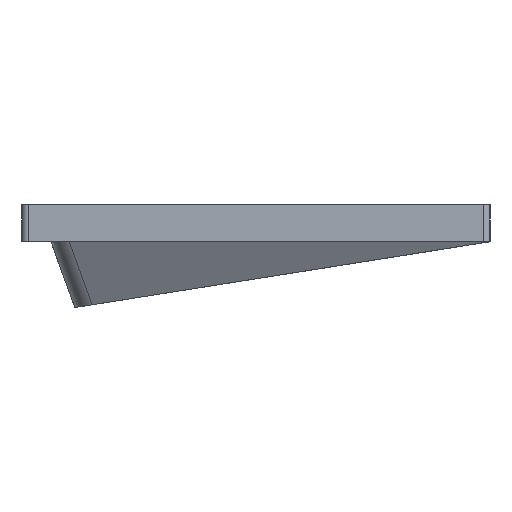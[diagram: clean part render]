
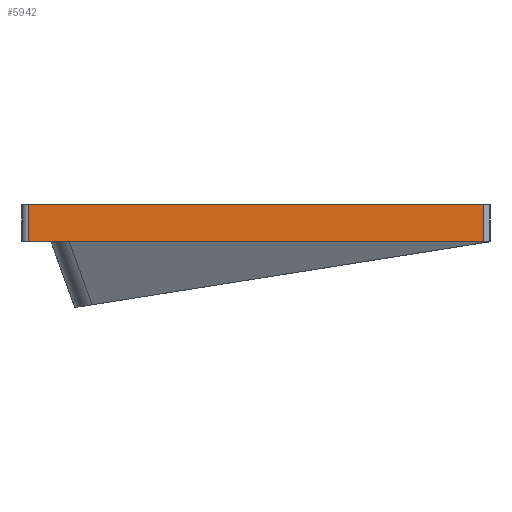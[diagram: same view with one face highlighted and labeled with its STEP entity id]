
A CAD part, left-side view. The second image highlights one B-rep face of the part: STEP entity #5942.
In plain terms, the highlighted planar face has unit normal (-1, 0, 0).
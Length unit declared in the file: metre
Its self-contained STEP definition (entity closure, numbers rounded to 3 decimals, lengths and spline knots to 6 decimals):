
#456=LINE('',#9497,#988);
#505=LINE('',#9734,#1037);
#509=LINE('',#9746,#1041);
#510=LINE('',#9747,#1042);
#988=VECTOR('',#7445,1.);
#1037=VECTOR('',#7652,1.);
#1041=VECTOR('',#7666,1.);
#1042=VECTOR('',#7667,1.);
#1816=ORIENTED_EDGE('',*,*,#3583,.T.);
#1817=ORIENTED_EDGE('',*,*,#3590,.T.);
#1818=ORIENTED_EDGE('',*,*,#3462,.F.);
#1819=ORIENTED_EDGE('',*,*,#3591,.T.);
#3462=EDGE_CURVE('',#4344,#4345,#456,.T.);
#3583=EDGE_CURVE('',#4454,#4453,#505,.T.);
#3590=EDGE_CURVE('',#4453,#4345,#509,.F.);
#3591=EDGE_CURVE('',#4344,#4454,#510,.T.);
#4344=VERTEX_POINT('',#9496);
#4345=VERTEX_POINT('',#9498);
#4453=VERTEX_POINT('',#9733);
#4454=VERTEX_POINT('',#9735);
#5030=EDGE_LOOP('',(#1816,#1817,#1818,#1819));
#5417=FACE_BOUND('',#5030,.T.);
#5788=PLANE('',#6513);
#5942=ADVANCED_FACE('',(#5417),#5788,.F.);
#6513=AXIS2_PLACEMENT_3D('',#9745,#7664,#7665);
#7445=DIRECTION('',(0.,1.,0.));
#7652=DIRECTION('',(0.,1.,0.));
#7664=DIRECTION('',(1.,0.,0.));
#7665=DIRECTION('',(0.,1.,0.));
#7666=DIRECTION('',(0.,0.,1.));
#7667=DIRECTION('',(0.,0.,1.));
#9496=CARTESIAN_POINT('',(-0.145601,-0.055127,-0.011));
#9497=CARTESIAN_POINT('',(-0.145601,0.,-0.011));
#9498=CARTESIAN_POINT('',(-0.145601,0.055127,-0.011));
#9733=CARTESIAN_POINT('',(-0.145601,0.055127,-0.002));
#9734=CARTESIAN_POINT('',(-0.145601,0.,-0.002));
#9735=CARTESIAN_POINT('',(-0.145601,-0.055127,-0.002));
#9745=CARTESIAN_POINT('',(-0.145601,0.,-0.011));
#9746=CARTESIAN_POINT('',(-0.145601,0.055127,-0.011));
#9747=CARTESIAN_POINT('',(-0.145601,-0.055127,-0.011));
